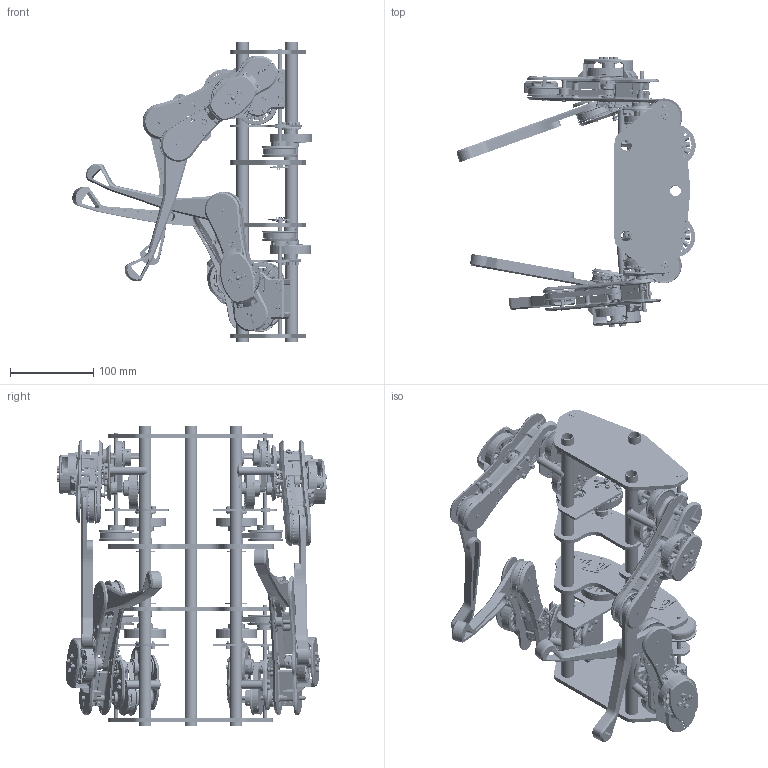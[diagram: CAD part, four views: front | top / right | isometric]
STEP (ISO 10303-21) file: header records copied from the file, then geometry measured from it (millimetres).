
FILE_DESCRIPTION(/* description */ ('Alibre Inc.'),/* implementation_level */ '2;1');
FILE_NAME(/* name */ 'export0',/* time_stamp */ '2020-10-23T01:26:16+03:00',/* author */ (''),/* organization */ (''),/* preprocessor_version */ 'ST-DEVELOPER v17',/* originating_system */ 'Alibre',/* authorisation */ '');
FILE_SCHEMA (('AUTOMOTIVE_DESIGN'));
Length unit declared in the file: millimetre
Bounding box: 287.46 x 325.37 x 360 mm (x, y, z)
Volume: 1273211.1 mm3; surface area: 898081.1 mm2
Topology: 398 solids, 398 shells, 15199 faces, 36925 edges, 23036 vertices
Faces by surface type: plane 7380, cylinder 6553, cone 1096, torus 88, bspline 62, sphere 12, extrusion 8
Full cylindrical faces by diameter (mm): 1 x84, 2 x98, 2.5 x96, 3 x304, 3.5 x4, 4 x78, 4.1 x8, 5 x115, 5.1 x8, 5.5 x124, 5.954 x4, 6.5 x4, 7 x4, 7.5 x4, 8 x4, 10 x74, 12.1 x4, 13 x3, 15 x19, 15.16 x12, 16 x30, 18 x8, 20 x24, 21 x6, 22 x4, 25 x12, 40 x4, 47.5 x12, 50 x24
Entity records: 71262 total; most frequent: CARTESIAN_POINT 15707, ORIENTED_EDGE 11318, DIRECTION 10798, EDGE_CURVE 5647, AXIS2_PLACEMENT_3D 4613, VERTEX_POINT 3653, EDGE_LOOP 2958, FACE_BOUND 2958
